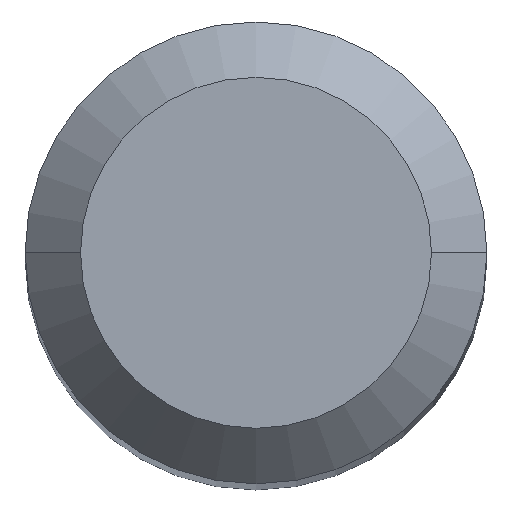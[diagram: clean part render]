
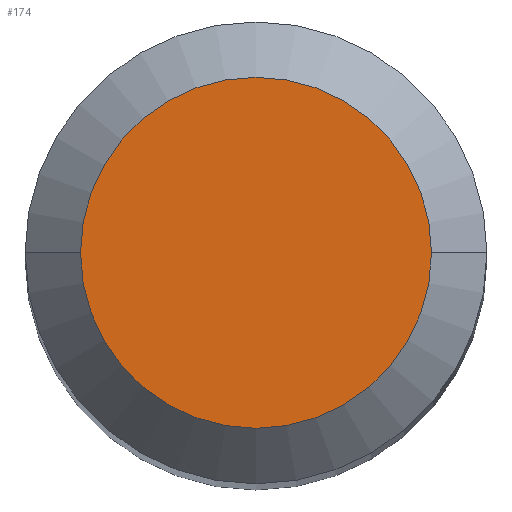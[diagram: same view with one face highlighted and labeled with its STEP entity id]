
A CAD part, top view. The second image highlights one B-rep face of the part: STEP entity #174.
In plain terms, the highlighted planar face has unit normal (0, 0, 1).
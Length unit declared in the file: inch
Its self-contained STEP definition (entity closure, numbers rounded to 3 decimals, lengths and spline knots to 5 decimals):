
#2 = CIRCLE ( 'NONE', #56, 0.0475 ) ;
#29 = PLANE ( 'NONE',  #329 ) ;
#38 = DIRECTION ( 'NONE',  ( 0., 0., -1. ) ) ;
#56 = AXIS2_PLACEMENT_3D ( 'NONE', #348, #309, #171 ) ;
#73 = DIRECTION ( 'NONE',  ( -1., 0., 0. ) ) ;
#88 = EDGE_CURVE ( 'NONE', #337, #340, #2, .T. ) ;
#121 = DIRECTION ( 'NONE',  ( 1., 0., 0. ) ) ;
#135 = EDGE_LOOP ( 'NONE', ( #444, #285 ) ) ;
#164 = CARTESIAN_POINT ( 'NONE',  ( -0.0475, 0., 0. ) ) ;
#171 = DIRECTION ( 'NONE',  ( 1., 0., 0. ) ) ;
#174 = ADVANCED_FACE ( 'NONE', ( #397 ), #29, .F. ) ;
#224 = CIRCLE ( 'NONE', #341, 0.0475 ) ;
#249 = CARTESIAN_POINT ( 'NONE',  ( 0., 0.0475, 0. ) ) ;
#269 = DIRECTION ( 'NONE',  ( 0., 0., 1. ) ) ;
#285 = ORIENTED_EDGE ( 'NONE', *, *, #326, .T. ) ;
#301 = CARTESIAN_POINT ( 'NONE',  ( 0.0475, 0., 0. ) ) ;
#309 = DIRECTION ( 'NONE',  ( 0., 0., 1. ) ) ;
#326 = EDGE_CURVE ( 'NONE', #340, #337, #224, .T. ) ;
#329 = AXIS2_PLACEMENT_3D ( 'NONE', #249, #38, #73 ) ;
#337 = VERTEX_POINT ( 'NONE', #164 ) ;
#340 = VERTEX_POINT ( 'NONE', #301 ) ;
#341 = AXIS2_PLACEMENT_3D ( 'NONE', #401, #269, #121 ) ;
#348 = CARTESIAN_POINT ( 'NONE',  ( 0., 0., 0. ) ) ;
#397 = FACE_OUTER_BOUND ( 'NONE', #135, .T. ) ;
#401 = CARTESIAN_POINT ( 'NONE',  ( 0., 0., 0. ) ) ;
#444 = ORIENTED_EDGE ( 'NONE', *, *, #88, .T. ) ;
